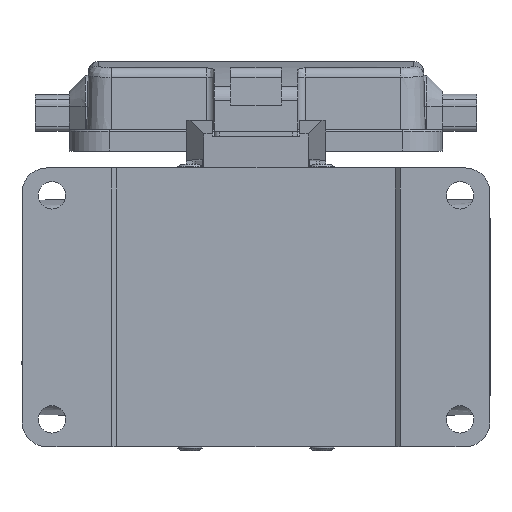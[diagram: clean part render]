
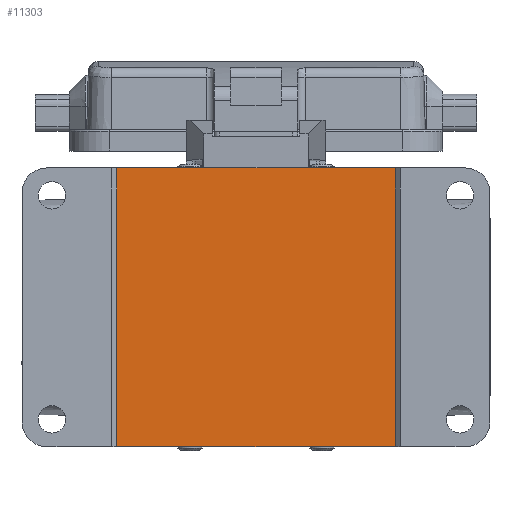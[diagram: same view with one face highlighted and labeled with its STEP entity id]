
A CAD part, front view. The second image highlights one B-rep face of the part: STEP entity #11303.
In plain terms, the highlighted planar face has unit normal (0, -1, 0).
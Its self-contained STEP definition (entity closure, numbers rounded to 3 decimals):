
#4952 = CARTESIAN_POINT ( 'NONE',  ( -28., -76., -28. ) ) ;
#4956 = CARTESIAN_POINT ( 'NONE',  ( 28., -76., 28. ) ) ;
#4957 = CARTESIAN_POINT ( 'NONE',  ( 28., -76., -28. ) ) ;
#4958 = CARTESIAN_POINT ( 'NONE',  ( -28., -76., 28. ) ) ;
#5675 = PLANE ( 'NONE',  #16437 ) ;
#5676 = CARTESIAN_POINT ( 'NONE',  ( 28., -76., 33.6 ) ) ;
#5677 = DIRECTION ( 'NONE',  ( 0., 1., 0. ) ) ;
#5678 = DIRECTION ( 'NONE',  ( 0., 0., 1. ) ) ;
#5723 = VECTOR ( 'NONE', #9664, 1000. ) ;
#5724 = VECTOR ( 'NONE', #9667, 1000. ) ;
#5725 = VECTOR ( 'NONE', #9670, 1000. ) ;
#5726 = VECTOR ( 'NONE', #9673, 1000. ) ;
#7893 = EDGE_CURVE ( 'NONE', #15874, #15868, #9662, .T. ) ;
#7894 = EDGE_CURVE ( 'NONE', #15874, #15872, #9665, .T. ) ;
#7895 = EDGE_CURVE ( 'NONE', #15873, #15868, #9668, .T. ) ;
#7896 = EDGE_CURVE ( 'NONE', #15873, #15872, #9671, .T. ) ;
#9662 = LINE ( 'NONE', #9663, #5723 ) ;
#9663 = CARTESIAN_POINT ( 'NONE',  ( -28., -76., 33.6 ) ) ;
#9664 = DIRECTION ( 'NONE',  ( 0., 0., -1. ) ) ;
#9665 = LINE ( 'NONE', #9666, #5724 ) ;
#9666 = CARTESIAN_POINT ( 'NONE',  ( -47., -76., 28. ) ) ;
#9667 = DIRECTION ( 'NONE',  ( 1., 0., 0. ) ) ;
#9668 = LINE ( 'NONE', #9669, #5725 ) ;
#9669 = CARTESIAN_POINT ( 'NONE',  ( 47., -76., -28. ) ) ;
#9670 = DIRECTION ( 'NONE',  ( -1., 0., 0. ) ) ;
#9671 = LINE ( 'NONE', #9672, #5726 ) ;
#9672 = CARTESIAN_POINT ( 'NONE',  ( 28., -76., 33.6 ) ) ;
#9673 = DIRECTION ( 'NONE',  ( 0., 0., 1. ) ) ;
#11303 = ADVANCED_FACE ( 'NONE', ( #16434 ), #5675, .F. ) ;
#14623 = EDGE_LOOP ( 'NONE', ( #16606, #16599, #16610, #16605 ) ) ;
#15868 = VERTEX_POINT ( 'NONE', #4952 ) ;
#15872 = VERTEX_POINT ( 'NONE', #4956 ) ;
#15873 = VERTEX_POINT ( 'NONE', #4957 ) ;
#15874 = VERTEX_POINT ( 'NONE', #4958 ) ;
#16434 = FACE_OUTER_BOUND ( 'NONE', #14623, .T. ) ;
#16437 = AXIS2_PLACEMENT_3D ( 'NONE', #5676, #5677, #5678 ) ;
#16599 = ORIENTED_EDGE ( 'NONE', *, *, #7896, .T. ) ;
#16605 = ORIENTED_EDGE ( 'NONE', *, *, #7893, .T. ) ;
#16606 = ORIENTED_EDGE ( 'NONE', *, *, #7895, .F. ) ;
#16610 = ORIENTED_EDGE ( 'NONE', *, *, #7894, .F. ) ;
